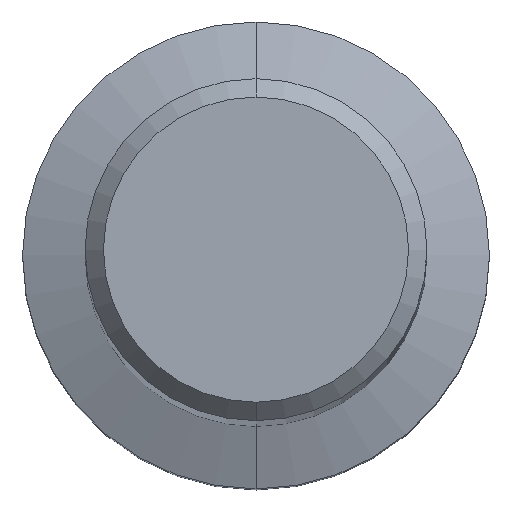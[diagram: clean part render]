
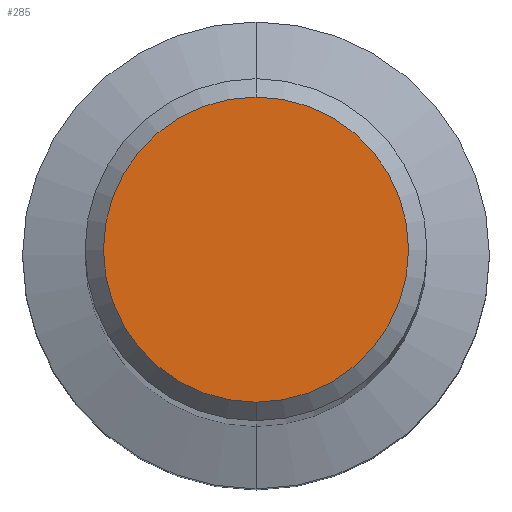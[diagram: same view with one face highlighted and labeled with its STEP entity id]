
A CAD part, top view. The second image highlights one B-rep face of the part: STEP entity #285.
In plain terms, the highlighted planar face has unit normal (0, 0, 1).
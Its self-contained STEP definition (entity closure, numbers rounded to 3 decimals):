
#141=VERTEX_POINT('',#341);
#143=EDGE_CURVE('',#141,#205,#343,.T.);
#205=VERTEX_POINT('',#414);
#241=EDGE_CURVE('',#205,#141,#455,.T.);
#285=ADVANCED_FACE('',(#506),#507,.T.);
#341=CARTESIAN_POINT('',(0.0,4.15,0.0));
#343=CIRCLE('',#567,4.15);
#414=CARTESIAN_POINT('',(0.,-4.15,0.0));
#455=CIRCLE('',#707,4.15);
#506=FACE_OUTER_BOUND('',#771,.T.);
#507=PLANE('',#772);
#567=AXIS2_PLACEMENT_3D('',#816,#817,#818);
#707=AXIS2_PLACEMENT_3D('',#960,#961,#962);
#771=EDGE_LOOP('',(#1036,#1037));
#772=AXIS2_PLACEMENT_3D('',#1038,#1039,#1040);
#816=CARTESIAN_POINT('',(0.0,0.0,0.0));
#817=DIRECTION('',(0.0,0.0,-1.0));
#818=DIRECTION('',(0.0,1.0,0.0));
#960=CARTESIAN_POINT('',(0.0,0.0,0.0));
#961=DIRECTION('',(0.0,0.0,-1.0));
#962=DIRECTION('',(0.0,1.0,0.0));
#1036=ORIENTED_EDGE('',*,*,#143,.F.);
#1037=ORIENTED_EDGE('',*,*,#241,.F.);
#1038=CARTESIAN_POINT('',(0.0,2.075,0.0));
#1039=DIRECTION('',(-0.0,0.0,1.0));
#1040=DIRECTION('',(0.0,-1.0,0.0));
